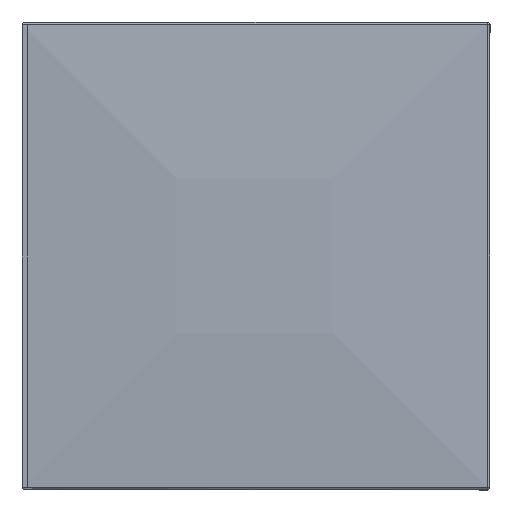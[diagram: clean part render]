
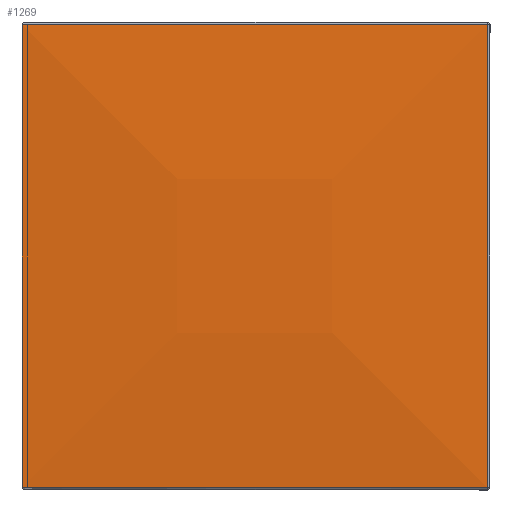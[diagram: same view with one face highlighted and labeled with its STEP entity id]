
A CAD part, left-side view. The second image highlights one B-rep face of the part: STEP entity #1269.
In plain terms, the highlighted free-form (B-spline) face has degree [3, 3] with [4, 4] control points.
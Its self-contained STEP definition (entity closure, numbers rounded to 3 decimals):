
#22 = CARTESIAN_POINT ( 'NONE',  ( -0.836, 0.133, 0.267 ) ) ;
#33 = CARTESIAN_POINT ( 'NONE',  ( -0.836, -0.133, 0.533 ) ) ;
#79 = CARTESIAN_POINT ( 'NONE',  ( -0.801, -0.13, 0.004 ) ) ;
#109 = CARTESIAN_POINT ( 'NONE',  ( -0.8, 0.4, 0.4 ) ) ;
#150 = CARTESIAN_POINT ( 'NONE',  ( -0.8, -0.4, 0.8 ) ) ;
#185 = B_SPLINE_CURVE_WITH_KNOTS ( 'NONE', 3,
 ( #1332, #475, #1456, #613 ),
 .UNSPECIFIED., .F., .F.,
 ( 4, 4 ),
 ( 0., 1. ),
 .UNSPECIFIED. ) ;
#214 = EDGE_CURVE ( 'NONE', #1551, #1083, #343, .T. ) ;
#232 = CARTESIAN_POINT ( 'NONE',  ( -0.8, -0.395, 0.795 ) ) ;
#286 = CARTESIAN_POINT ( 'NONE',  ( -0.8, -0.133, 0. ) ) ;
#312 = CARTESIAN_POINT ( 'NONE',  ( -0.8, 0.4, 0.8 ) ) ;
#343 = LINE ( 'NONE', #109, #1789 ) ;
#353 = ORIENTED_EDGE ( 'NONE', *, *, #1524, .F. ) ;
#460 = VERTEX_POINT ( 'NONE', #465 ) ;
#461 = CARTESIAN_POINT ( 'NONE',  ( -0.8, -0.395, 0.005 ) ) ;
#465 = CARTESIAN_POINT ( 'NONE',  ( -0.8, -0.395, 0.795 ) ) ;
#475 = CARTESIAN_POINT ( 'NONE',  ( -0.801, -0.396, 0.532 ) ) ;
#504 = ORIENTED_EDGE ( 'NONE', *, *, #214, .F. ) ;
#559 = CARTESIAN_POINT ( 'NONE',  ( -0.8, -0.4, 0. ) ) ;
#576 = CARTESIAN_POINT ( 'NONE',  ( -0.8, -0.4, 0.267 ) ) ;
#613 = CARTESIAN_POINT ( 'NONE',  ( -0.8, -0.395, 0.005 ) ) ;
#659 = EDGE_CURVE ( 'NONE', #460, #1454, #185, .T. ) ;
#797 = EDGE_CURVE ( 'NONE', #1454, #1551, #1339, .T. ) ;
#813 = ORIENTED_EDGE ( 'NONE', *, *, #797, .F. ) ;
#885 = CARTESIAN_POINT ( 'NONE',  ( -0.8, 0.4, 0.795 ) ) ;
#888 = FACE_OUTER_BOUND ( 'NONE', #1003, .T. ) ;
#949 =( BOUNDED_CURVE ( )  B_SPLINE_CURVE ( 3, ( #885, #1452, #1065, #232 ),
 .UNSPECIFIED., .F., .F. ) 
 B_SPLINE_CURVE_WITH_KNOTS ( ( 4, 4 ),
 ( 0., 1. ),
 .UNSPECIFIED. ) 
 CURVE ( )  GEOMETRIC_REPRESENTATION_ITEM ( )  RATIONAL_B_SPLINE_CURVE ( ( 1., 1., 1., 1. ) ) 
 REPRESENTATION_ITEM ( '' )  );
#1000 = CARTESIAN_POINT ( 'NONE',  ( -0.836, 0.133, 0.533 ) ) ;
#1003 = EDGE_LOOP ( 'NONE', ( #813, #1428, #353, #504 ) ) ;
#1065 = CARTESIAN_POINT ( 'NONE',  ( -0.801, -0.13, 0.796 ) ) ;
#1083 = VERTEX_POINT ( 'NONE', #1364 ) ;
#1112 = CARTESIAN_POINT ( 'NONE',  ( -0.8, 0.133, 0. ) ) ;
#1147 = CARTESIAN_POINT ( 'NONE',  ( -0.836, -0.133, 0.267 ) ) ;
#1269 = ADVANCED_FACE ( 'NONE', ( #888 ), #1322, .F. ) ;
#1322 = B_SPLINE_SURFACE_WITH_KNOTS ( 'NONE', 3, 3, ( 
 ( #1391, #1112, #286, #559 ),
 ( #1694, #22, #1147, #576 ),
 ( #1570, #1000, #33, #1423 ),
 ( #312, #1403, #1547, #150 ) ),
 .UNSPECIFIED., .F., .F., .F.,
 ( 4, 4 ),
 ( 4, 4 ),
 ( 0., 1. ),
 ( 0., 1. ),
 .UNSPECIFIED. ) ;
#1332 = CARTESIAN_POINT ( 'NONE',  ( -0.8, -0.395, 0.795 ) ) ;
#1339 = B_SPLINE_CURVE_WITH_KNOTS ( 'NONE', 3,
 ( #1775, #79, #1644, #1621 ),
 .UNSPECIFIED., .F., .F.,
 ( 4, 4 ),
 ( 0., 1. ),
 .UNSPECIFIED. ) ;
#1364 = CARTESIAN_POINT ( 'NONE',  ( -0.8, 0.4, 0.795 ) ) ;
#1391 = CARTESIAN_POINT ( 'NONE',  ( -0.8, 0.4, 0. ) ) ;
#1403 = CARTESIAN_POINT ( 'NONE',  ( -0.8, 0.133, 0.8 ) ) ;
#1423 = CARTESIAN_POINT ( 'NONE',  ( -0.8, -0.4, 0.533 ) ) ;
#1428 = ORIENTED_EDGE ( 'NONE', *, *, #659, .F. ) ;
#1452 = CARTESIAN_POINT ( 'NONE',  ( -0.801, 0.135, 0.796 ) ) ;
#1454 = VERTEX_POINT ( 'NONE', #461 ) ;
#1456 = CARTESIAN_POINT ( 'NONE',  ( -0.801, -0.396, 0.268 ) ) ;
#1524 = EDGE_CURVE ( 'NONE', #1083, #460, #949, .T. ) ;
#1547 = CARTESIAN_POINT ( 'NONE',  ( -0.8, -0.133, 0.8 ) ) ;
#1551 = VERTEX_POINT ( 'NONE', #1778 ) ;
#1570 = CARTESIAN_POINT ( 'NONE',  ( -0.8, 0.4, 0.533 ) ) ;
#1621 = CARTESIAN_POINT ( 'NONE',  ( -0.8, 0.4, 0.005 ) ) ;
#1644 = CARTESIAN_POINT ( 'NONE',  ( -0.801, 0.135, 0.004 ) ) ;
#1673 = DIRECTION ( 'NONE',  ( 0., 0., 1. ) ) ;
#1694 = CARTESIAN_POINT ( 'NONE',  ( -0.8, 0.4, 0.267 ) ) ;
#1775 = CARTESIAN_POINT ( 'NONE',  ( -0.8, -0.395, 0.005 ) ) ;
#1778 = CARTESIAN_POINT ( 'NONE',  ( -0.8, 0.4, 0.005 ) ) ;
#1789 = VECTOR ( 'NONE', #1673, 1000. ) ;
